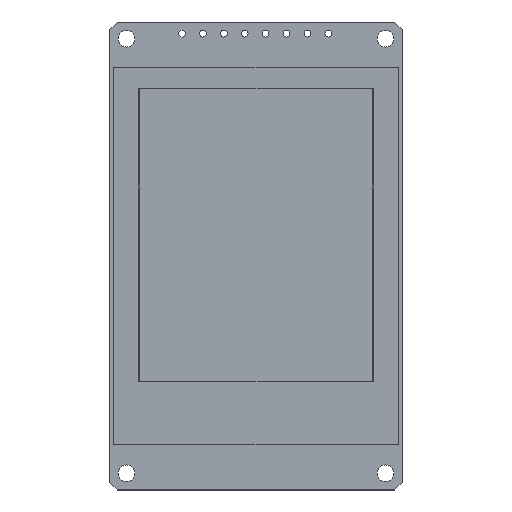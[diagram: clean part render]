
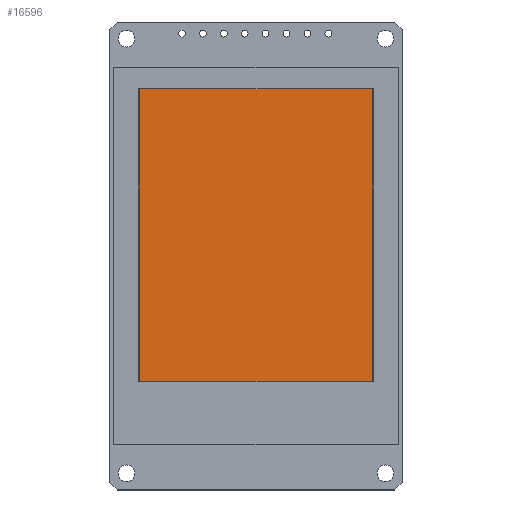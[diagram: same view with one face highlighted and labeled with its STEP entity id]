
A CAD part, top view. The second image highlights one B-rep face of the part: STEP entity #16596.
In plain terms, the highlighted planar face has unit normal (0, 0, 1).
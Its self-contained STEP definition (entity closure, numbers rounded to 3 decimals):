
#15650 = PLANE('',#15651);
#15651 = AXIS2_PLACEMENT_3D('',#15652,#15653,#15654);
#15652 = CARTESIAN_POINT('',(7.5,-18.5,1.75));
#15653 = DIRECTION('',(1.,0.,0.));
#15654 = DIRECTION('',(-0.,0.,1.));
#15678 = PLANE('',#15679);
#15679 = AXIS2_PLACEMENT_3D('',#15680,#15681,#15682);
#15680 = CARTESIAN_POINT('',(-6.5,-36.,1.75));
#15681 = DIRECTION('',(-0.,-1.,-0.));
#15682 = DIRECTION('',(0.,0.,-1.));
#15706 = PLANE('',#15707);
#15707 = AXIS2_PLACEMENT_3D('',#15708,#15709,#15710);
#15708 = CARTESIAN_POINT('',(-20.5,-18.5,1.75));
#15709 = DIRECTION('',(-1.,-0.,-0.));
#15710 = DIRECTION('',(0.,0.,-1.));
#15732 = PLANE('',#15733);
#15733 = AXIS2_PLACEMENT_3D('',#15734,#15735,#15736);
#15734 = CARTESIAN_POINT('',(-6.5,-1.,1.75));
#15735 = DIRECTION('',(0.,1.,0.));
#15736 = DIRECTION('',(0.,-0.,1.));
#16477 = VERTEX_POINT('',#16478);
#16478 = CARTESIAN_POINT('',(-20.5,-36.,2.3));
#16499 = EDGE_CURVE('',#16477,#16500,#16502,.T.);
#16500 = VERTEX_POINT('',#16501);
#16501 = CARTESIAN_POINT('',(-20.5,-1.,2.3));
#16502 = SURFACE_CURVE('',#16503,(#16507,#16514),.PCURVE_S1.);
#16503 = LINE('',#16504,#16505);
#16504 = CARTESIAN_POINT('',(-20.5,-36.,2.3));
#16505 = VECTOR('',#16506,1.);
#16506 = DIRECTION('',(0.,1.,0.));
#16507 = PCURVE('',#15706,#16508);
#16508 = DEFINITIONAL_REPRESENTATION('',(#16509),#16513);
#16509 = LINE('',#16510,#16511);
#16510 = CARTESIAN_POINT('',(-0.55,17.5));
#16511 = VECTOR('',#16512,1.);
#16512 = DIRECTION('',(0.,-1.));
#16513 = ( GEOMETRIC_REPRESENTATION_CONTEXT(2) 
PARAMETRIC_REPRESENTATION_CONTEXT() REPRESENTATION_CONTEXT('2D SPACE',''
  ) );
#16514 = PCURVE('',#16515,#16520);
#16515 = PLANE('',#16516);
#16516 = AXIS2_PLACEMENT_3D('',#16517,#16518,#16519);
#16517 = CARTESIAN_POINT('',(-6.5,-18.5,2.3));
#16518 = DIRECTION('',(0.,0.,1.));
#16519 = DIRECTION('',(1.,0.,-0.));
#16520 = DEFINITIONAL_REPRESENTATION('',(#16521),#16525);
#16521 = LINE('',#16522,#16523);
#16522 = CARTESIAN_POINT('',(-14.,-17.5));
#16523 = VECTOR('',#16524,1.);
#16524 = DIRECTION('',(0.,1.));
#16525 = ( GEOMETRIC_REPRESENTATION_CONTEXT(2) 
PARAMETRIC_REPRESENTATION_CONTEXT() REPRESENTATION_CONTEXT('2D SPACE',''
  ) );
#16554 = VERTEX_POINT('',#16555);
#16555 = CARTESIAN_POINT('',(7.5,-36.,2.3));
#16576 = EDGE_CURVE('',#16554,#16477,#16577,.T.);
#16577 = SURFACE_CURVE('',#16578,(#16582,#16589),.PCURVE_S1.);
#16578 = LINE('',#16579,#16580);
#16579 = CARTESIAN_POINT('',(7.5,-36.,2.3));
#16580 = VECTOR('',#16581,1.);
#16581 = DIRECTION('',(-1.,0.,0.));
#16582 = PCURVE('',#15678,#16583);
#16583 = DEFINITIONAL_REPRESENTATION('',(#16584),#16588);
#16584 = LINE('',#16585,#16586);
#16585 = CARTESIAN_POINT('',(-0.55,14.));
#16586 = VECTOR('',#16587,1.);
#16587 = DIRECTION('',(0.,-1.));
#16588 = ( GEOMETRIC_REPRESENTATION_CONTEXT(2) 
PARAMETRIC_REPRESENTATION_CONTEXT() REPRESENTATION_CONTEXT('2D SPACE',''
  ) );
#16589 = PCURVE('',#16515,#16590);
#16590 = DEFINITIONAL_REPRESENTATION('',(#16591),#16595);
#16591 = LINE('',#16592,#16593);
#16592 = CARTESIAN_POINT('',(14.,-17.5));
#16593 = VECTOR('',#16594,1.);
#16594 = DIRECTION('',(-1.,0.));
#16595 = ( GEOMETRIC_REPRESENTATION_CONTEXT(2) 
PARAMETRIC_REPRESENTATION_CONTEXT() REPRESENTATION_CONTEXT('2D SPACE',''
  ) );
#16596 = ADVANCED_FACE('',(#16597),#16515,.T.);
#16597 = FACE_BOUND('',#16598,.T.);
#16598 = EDGE_LOOP('',(#16599,#16622,#16623,#16624));
#16599 = ORIENTED_EDGE('',*,*,#16600,.T.);
#16600 = EDGE_CURVE('',#16601,#16500,#16603,.T.);
#16601 = VERTEX_POINT('',#16602);
#16602 = CARTESIAN_POINT('',(7.5,-1.,2.3));
#16603 = SURFACE_CURVE('',#16604,(#16608,#16615),.PCURVE_S1.);
#16604 = LINE('',#16605,#16606);
#16605 = CARTESIAN_POINT('',(7.5,-1.,2.3));
#16606 = VECTOR('',#16607,1.);
#16607 = DIRECTION('',(-1.,0.,0.));
#16608 = PCURVE('',#16515,#16609);
#16609 = DEFINITIONAL_REPRESENTATION('',(#16610),#16614);
#16610 = LINE('',#16611,#16612);
#16611 = CARTESIAN_POINT('',(14.,17.5));
#16612 = VECTOR('',#16613,1.);
#16613 = DIRECTION('',(-1.,0.));
#16614 = ( GEOMETRIC_REPRESENTATION_CONTEXT(2) 
PARAMETRIC_REPRESENTATION_CONTEXT() REPRESENTATION_CONTEXT('2D SPACE',''
  ) );
#16615 = PCURVE('',#15732,#16616);
#16616 = DEFINITIONAL_REPRESENTATION('',(#16617),#16621);
#16617 = LINE('',#16618,#16619);
#16618 = CARTESIAN_POINT('',(0.55,14.));
#16619 = VECTOR('',#16620,1.);
#16620 = DIRECTION('',(0.,-1.));
#16621 = ( GEOMETRIC_REPRESENTATION_CONTEXT(2) 
PARAMETRIC_REPRESENTATION_CONTEXT() REPRESENTATION_CONTEXT('2D SPACE',''
  ) );
#16622 = ORIENTED_EDGE('',*,*,#16499,.F.);
#16623 = ORIENTED_EDGE('',*,*,#16576,.F.);
#16624 = ORIENTED_EDGE('',*,*,#16625,.T.);
#16625 = EDGE_CURVE('',#16554,#16601,#16626,.T.);
#16626 = SURFACE_CURVE('',#16627,(#16631,#16638),.PCURVE_S1.);
#16627 = LINE('',#16628,#16629);
#16628 = CARTESIAN_POINT('',(7.5,-36.,2.3));
#16629 = VECTOR('',#16630,1.);
#16630 = DIRECTION('',(0.,1.,0.));
#16631 = PCURVE('',#16515,#16632);
#16632 = DEFINITIONAL_REPRESENTATION('',(#16633),#16637);
#16633 = LINE('',#16634,#16635);
#16634 = CARTESIAN_POINT('',(14.,-17.5));
#16635 = VECTOR('',#16636,1.);
#16636 = DIRECTION('',(0.,1.));
#16637 = ( GEOMETRIC_REPRESENTATION_CONTEXT(2) 
PARAMETRIC_REPRESENTATION_CONTEXT() REPRESENTATION_CONTEXT('2D SPACE',''
  ) );
#16638 = PCURVE('',#15650,#16639);
#16639 = DEFINITIONAL_REPRESENTATION('',(#16640),#16644);
#16640 = LINE('',#16641,#16642);
#16641 = CARTESIAN_POINT('',(0.55,17.5));
#16642 = VECTOR('',#16643,1.);
#16643 = DIRECTION('',(0.,-1.));
#16644 = ( GEOMETRIC_REPRESENTATION_CONTEXT(2) 
PARAMETRIC_REPRESENTATION_CONTEXT() REPRESENTATION_CONTEXT('2D SPACE',''
  ) );
